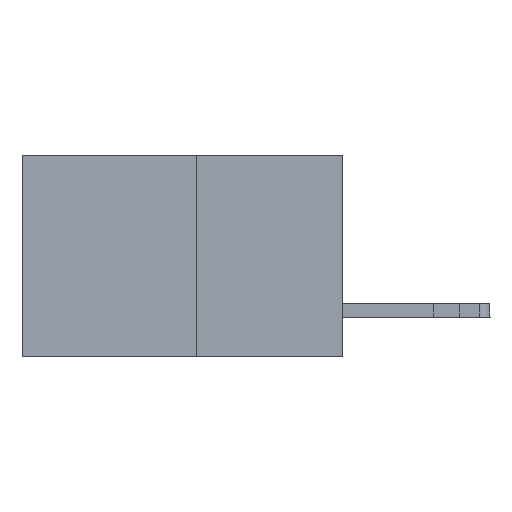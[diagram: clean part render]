
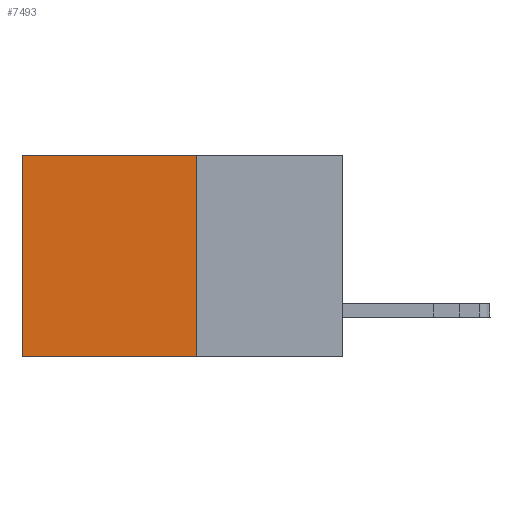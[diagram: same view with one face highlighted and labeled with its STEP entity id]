
A CAD part, left-side view. The second image highlights one B-rep face of the part: STEP entity #7493.
In plain terms, the highlighted planar face has unit normal (-1, 0, 0).
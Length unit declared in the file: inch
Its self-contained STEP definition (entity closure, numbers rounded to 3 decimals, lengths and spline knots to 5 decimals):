
#339 = EDGE_CURVE ( 'NONE', #3866, #12619, #20877, .T. ) ;
#2077 = LINE ( 'NONE', #14539, #15589 ) ;
#3177 = VERTEX_POINT ( 'NONE', #3561 ) ;
#3241 = PLANE ( 'NONE',  #4161 ) ;
#3533 = DIRECTION ( 'NONE',  ( 0., 0., -1. ) ) ;
#3561 = CARTESIAN_POINT ( 'NONE',  ( 0.277, 0.27, 0. ) ) ;
#3866 = VERTEX_POINT ( 'NONE', #7973 ) ;
#3894 = EDGE_LOOP ( 'NONE', ( #20357, #9498, #21512, #5969 ) ) ;
#3997 = DIRECTION ( 'NONE',  ( 0., 0., -1. ) ) ;
#4087 = CARTESIAN_POINT ( 'NONE',  ( 0.277, 0.59, -0.37 ) ) ;
#4161 = AXIS2_PLACEMENT_3D ( 'NONE', #20460, #8402, #5261 ) ;
#4970 = EDGE_CURVE ( 'NONE', #3177, #18043, #5207, .T. ) ;
#5207 = LINE ( 'NONE', #18934, #17355 ) ;
#5261 = DIRECTION ( 'NONE',  ( 0., 0., -1. ) ) ;
#5697 = CARTESIAN_POINT ( 'NONE',  ( 0.277, 0.59, -0.37 ) ) ;
#5969 = ORIENTED_EDGE ( 'NONE', *, *, #11471, .T. ) ;
#7493 = ADVANCED_FACE ( 'NONE', ( #11999 ), #3241, .F. ) ;
#7973 = CARTESIAN_POINT ( 'NONE',  ( 0.277, 0.59, 0. ) ) ;
#8169 = VECTOR ( 'NONE', #3997, 39.37008 ) ;
#8402 = DIRECTION ( 'NONE',  ( 1., 0., 0. ) ) ;
#9498 = ORIENTED_EDGE ( 'NONE', *, *, #15436, .F. ) ;
#11471 = EDGE_CURVE ( 'NONE', #3177, #3866, #2077, .T. ) ;
#11999 = FACE_OUTER_BOUND ( 'NONE', #3894, .T. ) ;
#12619 = VERTEX_POINT ( 'NONE', #4087 ) ;
#14458 = DIRECTION ( 'NONE',  ( 0., 1., 0. ) ) ;
#14539 = CARTESIAN_POINT ( 'NONE',  ( 0.277, 0.27, 0. ) ) ;
#15436 = EDGE_CURVE ( 'NONE', #18043, #12619, #21215, .T. ) ;
#15589 = VECTOR ( 'NONE', #19155, 39.37008 ) ;
#16742 = VECTOR ( 'NONE', #14458, 39.37008 ) ;
#17355 = VECTOR ( 'NONE', #3533, 39.37008 ) ;
#18043 = VERTEX_POINT ( 'NONE', #18952 ) ;
#18934 = CARTESIAN_POINT ( 'NONE',  ( 0.277, 0.27, -0.37 ) ) ;
#18952 = CARTESIAN_POINT ( 'NONE',  ( 0.277, 0.27, -0.37 ) ) ;
#19155 = DIRECTION ( 'NONE',  ( 0., 1., 0. ) ) ;
#19307 = CARTESIAN_POINT ( 'NONE',  ( 0.277, 0.27, -0.37 ) ) ;
#20357 = ORIENTED_EDGE ( 'NONE', *, *, #339, .T. ) ;
#20460 = CARTESIAN_POINT ( 'NONE',  ( 0.277, 0.27, -0.37 ) ) ;
#20877 = LINE ( 'NONE', #5697, #8169 ) ;
#21215 = LINE ( 'NONE', #19307, #16742 ) ;
#21512 = ORIENTED_EDGE ( 'NONE', *, *, #4970, .F. ) ;
